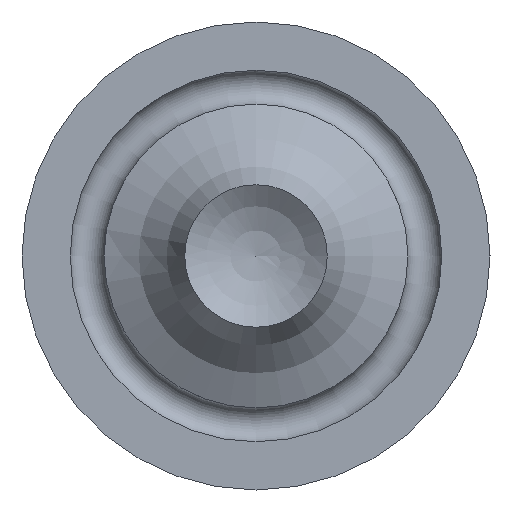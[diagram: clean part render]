
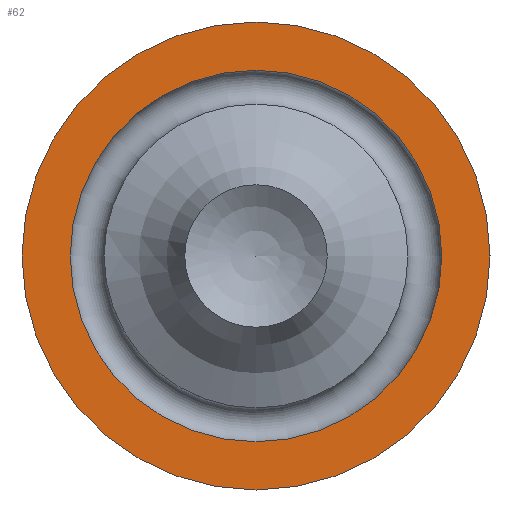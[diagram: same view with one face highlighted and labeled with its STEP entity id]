
A CAD part, front view. The second image highlights one B-rep face of the part: STEP entity #62.
In plain terms, the highlighted planar face has unit normal (0, -1, 0).
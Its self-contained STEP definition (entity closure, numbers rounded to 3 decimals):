
#9 = EDGE_LOOP ( 'NONE', ( #147 ) ) ;
#17 = DIRECTION ( 'NONE',  ( 0., 1., 0. ) ) ;
#18 = CARTESIAN_POINT ( 'NONE',  ( -24.218, -0.5, 0. ) ) ;
#31 = ORIENTED_EDGE ( 'NONE', *, *, #190, .F. ) ;
#37 = FACE_BOUND ( 'NONE', #9, .T. ) ;
#40 = AXIS2_PLACEMENT_3D ( 'NONE', #18, #74, #179 ) ;
#44 = AXIS2_PLACEMENT_3D ( 'NONE', #112, #17, #231 ) ;
#60 = AXIS2_PLACEMENT_3D ( 'NONE', #214, #198, #77 ) ;
#62 = ADVANCED_FACE ( 'NONE', ( #37, #134 ), #177, .T. ) ;
#74 = DIRECTION ( 'NONE',  ( 0., -1., 0. ) ) ;
#77 = DIRECTION ( 'NONE',  ( -1., 0., 0. ) ) ;
#95 = EDGE_CURVE ( 'NONE', #181, #181, #155, .T. ) ;
#112 = CARTESIAN_POINT ( 'NONE',  ( -0.01, -0.5, 0. ) ) ;
#134 = FACE_OUTER_BOUND ( 'NONE', #225, .T. ) ;
#141 = VERTEX_POINT ( 'NONE', #160 ) ;
#147 = ORIENTED_EDGE ( 'NONE', *, *, #95, .T. ) ;
#155 = CIRCLE ( 'NONE', #60, 21.426 ) ;
#160 = CARTESIAN_POINT ( 'NONE',  ( -27., -0.5, 0. ) ) ;
#177 = PLANE ( 'NONE',  #40 ) ;
#179 = DIRECTION ( 'NONE',  ( 0., 0., -1. ) ) ;
#181 = VERTEX_POINT ( 'NONE', #220 ) ;
#190 = EDGE_CURVE ( 'NONE', #141, #141, #233, .T. ) ;
#198 = DIRECTION ( 'NONE',  ( 0., 1., 0. ) ) ;
#214 = CARTESIAN_POINT ( 'NONE',  ( -0.01, -0.5, 0. ) ) ;
#220 = CARTESIAN_POINT ( 'NONE',  ( -21.436, -0.5, 0. ) ) ;
#225 = EDGE_LOOP ( 'NONE', ( #31 ) ) ;
#231 = DIRECTION ( 'NONE',  ( -1., 0., 0. ) ) ;
#233 = CIRCLE ( 'NONE', #44, 26.99 ) ;
